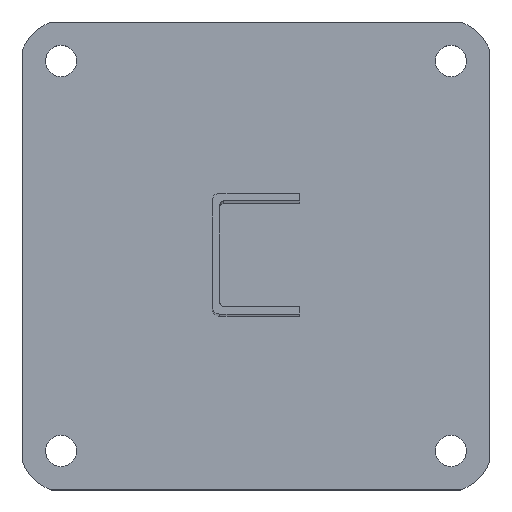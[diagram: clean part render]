
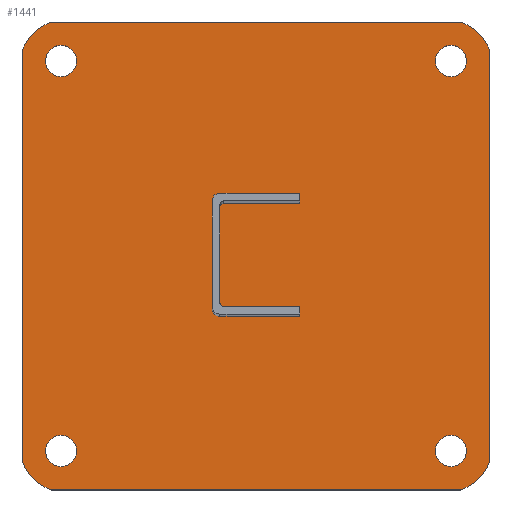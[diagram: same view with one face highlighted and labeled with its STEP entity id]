
A CAD part, top view. The second image highlights one B-rep face of the part: STEP entity #1441.
In plain terms, the highlighted planar face has unit normal (0, 0, 1).
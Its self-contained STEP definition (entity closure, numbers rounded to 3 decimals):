
#13 = AXIS2_PLACEMENT_3D ( 'NONE', #654, #665, #1398 ) ;
#47 = DIRECTION ( 'NONE',  ( 0., 0., 1. ) ) ;
#63 = CARTESIAN_POINT ( 'NONE',  ( 91.097, 112.325, 4. ) ) ;
#74 = EDGE_CURVE ( 'NONE', #1311, #1264, #427, .T. ) ;
#75 = DIRECTION ( 'NONE',  ( 0., 0., 1. ) ) ;
#83 = ORIENTED_EDGE ( 'NONE', *, *, #1614, .T. ) ;
#94 = ORIENTED_EDGE ( 'NONE', *, *, #924, .F. ) ;
#101 = PLANE ( 'NONE',  #1654 ) ;
#114 = DIRECTION ( 'NONE',  ( 0., 0., 1. ) ) ;
#118 = CARTESIAN_POINT ( 'NONE',  ( -121.798, -107.675, 4. ) ) ;
#153 = CARTESIAN_POINT ( 'NONE',  ( 75.097, 112.325, 4. ) ) ;
#171 = AXIS2_PLACEMENT_3D ( 'NONE', #1027, #897, #727 ) ;
#174 = AXIS2_PLACEMENT_3D ( 'NONE', #1371, #1707, #183 ) ;
#179 = CARTESIAN_POINT ( 'NONE',  ( -136.903, 117.22, 4. ) ) ;
#182 = DIRECTION ( 'NONE',  ( 0., 0., 1. ) ) ;
#183 = DIRECTION ( 'NONE',  ( -1., 0., 0. ) ) ;
#187 = DIRECTION ( 'NONE',  ( 0., 0., 1. ) ) ;
#191 = CARTESIAN_POINT ( 'NONE',  ( 91.097, -87.675, 4. ) ) ;
#197 = DIRECTION ( 'NONE',  ( -1., 0., 0. ) ) ;
#205 = ORIENTED_EDGE ( 'NONE', *, *, #631, .T. ) ;
#210 = VECTOR ( 'NONE', #1920, 1000. ) ;
#231 = CIRCLE ( 'NONE', #386, 8. ) ;
#233 = CARTESIAN_POINT ( 'NONE',  ( -136.903, -107.675, 4. ) ) ;
#252 = CARTESIAN_POINT ( 'NONE',  ( -136.903, 132.325, 4. ) ) ;
#315 = ORIENTED_EDGE ( 'NONE', *, *, #895, .F. ) ;
#351 = CARTESIAN_POINT ( 'NONE',  ( -116.903, 112.325, 4. ) ) ;
#361 = VERTEX_POINT ( 'NONE', #461 ) ;
#363 = CARTESIAN_POINT ( 'NONE',  ( -124.903, -87.675, 4. ) ) ;
#364 = CIRCLE ( 'NONE', #874, 8. ) ;
#371 = VERTEX_POINT ( 'NONE', #63 ) ;
#376 = DIRECTION ( 'NONE',  ( 0., 0., 1. ) ) ;
#386 = AXIS2_PLACEMENT_3D ( 'NONE', #942, #1677, #1219 ) ;
#408 = CARTESIAN_POINT ( 'NONE',  ( -124.903, 112.325, 4. ) ) ;
#416 = FACE_BOUND ( 'NONE', #759, .T. ) ;
#427 = CIRCLE ( 'NONE', #1724, 8. ) ;
#448 = DIRECTION ( 'NONE',  ( 1., 0., 0. ) ) ;
#461 = CARTESIAN_POINT ( 'NONE',  ( -108.903, 112.325, 4. ) ) ;
#463 = VECTOR ( 'NONE', #489, 1000. ) ;
#476 = CARTESIAN_POINT ( 'NONE',  ( 103.097, 132.325, 4. ) ) ;
#489 = DIRECTION ( 'NONE',  ( 0., -1., 0. ) ) ;
#521 = CIRCLE ( 'NONE', #171, 8. ) ;
#531 = ORIENTED_EDGE ( 'NONE', *, *, #74, .F. ) ;
#538 = DIRECTION ( 'NONE',  ( 1., 0., 0. ) ) ;
#569 = FACE_OUTER_BOUND ( 'NONE', #1801, .T. ) ;
#601 = CARTESIAN_POINT ( 'NONE',  ( 103.097, 117.22, 4. ) ) ;
#610 = CIRCLE ( 'NONE', #13, 8. ) ;
#611 = VERTEX_POINT ( 'NONE', #941 ) ;
#620 = DIRECTION ( 'NONE',  ( 1., 0., 0. ) ) ;
#624 = EDGE_CURVE ( 'NONE', #1333, #1172, #1286, .T. ) ;
#627 = ORIENTED_EDGE ( 'NONE', *, *, #1525, .F. ) ;
#631 = EDGE_CURVE ( 'NONE', #1222, #878, #1399, .T. ) ;
#653 = CARTESIAN_POINT ( 'NONE',  ( -113.367, 108.789, 4. ) ) ;
#654 = CARTESIAN_POINT ( 'NONE',  ( -116.903, 112.325, 4. ) ) ;
#662 = CARTESIAN_POINT ( 'NONE',  ( 87.993, 132.325, 4. ) ) ;
#665 = DIRECTION ( 'NONE',  ( 0., 0., 1. ) ) ;
#704 = LINE ( 'NONE', #1310, #210 ) ;
#725 = EDGE_CURVE ( 'NONE', #1502, #361, #1806, .T. ) ;
#727 = DIRECTION ( 'NONE',  ( 1., 0., 0. ) ) ;
#731 = AXIS2_PLACEMENT_3D ( 'NONE', #351, #47, #620 ) ;
#759 = EDGE_LOOP ( 'NONE', ( #315, #531 ) ) ;
#765 = VECTOR ( 'NONE', #964, 1000. ) ;
#775 = EDGE_CURVE ( 'NONE', #1333, #1772, #1845, .T. ) ;
#800 = EDGE_CURVE ( 'NONE', #933, #936, #1416, .T. ) ;
#801 = DIRECTION ( 'NONE',  ( 0., 1., 0. ) ) ;
#824 = AXIS2_PLACEMENT_3D ( 'NONE', #653, #182, #197 ) ;
#829 = ORIENTED_EDGE ( 'NONE', *, *, #775, .F. ) ;
#835 = LINE ( 'NONE', #233, #1079 ) ;
#845 = EDGE_CURVE ( 'NONE', #1568, #1099, #1940, .T. ) ;
#874 = AXIS2_PLACEMENT_3D ( 'NONE', #1021, #114, #1324 ) ;
#878 = VERTEX_POINT ( 'NONE', #1919 ) ;
#895 = EDGE_CURVE ( 'NONE', #1264, #1311, #1909, .T. ) ;
#897 = DIRECTION ( 'NONE',  ( 0., 0., 1. ) ) ;
#918 = CARTESIAN_POINT ( 'NONE',  ( 79.562, -84.14, 4. ) ) ;
#919 = EDGE_CURVE ( 'NONE', #878, #1772, #1423, .T. ) ;
#924 = EDGE_CURVE ( 'NONE', #1289, #371, #231, .T. ) ;
#933 = VERTEX_POINT ( 'NONE', #1826 ) ;
#936 = VERTEX_POINT ( 'NONE', #179 ) ;
#941 = CARTESIAN_POINT ( 'NONE',  ( -136.903, -92.57, 4. ) ) ;
#942 = CARTESIAN_POINT ( 'NONE',  ( 83.097, 112.325, 4. ) ) ;
#964 = DIRECTION ( 'NONE',  ( 1., 0., 0. ) ) ;
#969 = EDGE_LOOP ( 'NONE', ( #1928, #1936 ) ) ;
#1017 = DIRECTION ( 'NONE',  ( 1., 0., 0. ) ) ;
#1021 = CARTESIAN_POINT ( 'NONE',  ( 83.097, 112.325, 4. ) ) ;
#1022 = ORIENTED_EDGE ( 'NONE', *, *, #1742, .T. ) ;
#1027 = CARTESIAN_POINT ( 'NONE',  ( -116.903, -87.675, 4. ) ) ;
#1029 = DIRECTION ( 'NONE',  ( 1., 0., 0. ) ) ;
#1046 = EDGE_CURVE ( 'NONE', #611, #936, #835, .T. ) ;
#1048 = AXIS2_PLACEMENT_3D ( 'NONE', #1150, #376, #1591 ) ;
#1049 = FACE_BOUND ( 'NONE', #969, .T. ) ;
#1079 = VECTOR ( 'NONE', #801, 1000. ) ;
#1099 = VERTEX_POINT ( 'NONE', #363 ) ;
#1124 = ORIENTED_EDGE ( 'NONE', *, *, #725, .F. ) ;
#1150 = CARTESIAN_POINT ( 'NONE',  ( 83.097, -87.675, 4. ) ) ;
#1172 = VERTEX_POINT ( 'NONE', #662 ) ;
#1175 = CARTESIAN_POINT ( 'NONE',  ( 75.097, -87.675, 4. ) ) ;
#1192 = DIRECTION ( 'NONE',  ( 0., 0., 1. ) ) ;
#1203 = AXIS2_PLACEMENT_3D ( 'NONE', #918, #1817, #448 ) ;
#1219 = DIRECTION ( 'NONE',  ( 1., 0., 0. ) ) ;
#1222 = VERTEX_POINT ( 'NONE', #118 ) ;
#1231 = AXIS2_PLACEMENT_3D ( 'NONE', #1450, #75, #1017 ) ;
#1247 = CARTESIAN_POINT ( 'NONE',  ( -108.903, -87.675, 4. ) ) ;
#1259 = CARTESIAN_POINT ( 'NONE',  ( 79.562, 108.789, 4. ) ) ;
#1264 = VERTEX_POINT ( 'NONE', #1175 ) ;
#1286 = CIRCLE ( 'NONE', #1596, 25. ) ;
#1289 = VERTEX_POINT ( 'NONE', #153 ) ;
#1310 = CARTESIAN_POINT ( 'NONE',  ( 103.097, 132.325, 4. ) ) ;
#1311 = VERTEX_POINT ( 'NONE', #191 ) ;
#1324 = DIRECTION ( 'NONE',  ( 1., 0., 0. ) ) ;
#1333 = VERTEX_POINT ( 'NONE', #601 ) ;
#1371 = CARTESIAN_POINT ( 'NONE',  ( -113.367, -84.14, 4. ) ) ;
#1398 = DIRECTION ( 'NONE',  ( 1., 0., 0. ) ) ;
#1399 = LINE ( 'NONE', #1421, #765 ) ;
#1416 = CIRCLE ( 'NONE', #824, 25. ) ;
#1421 = CARTESIAN_POINT ( 'NONE',  ( -136.903, -107.675, 4. ) ) ;
#1423 = CIRCLE ( 'NONE', #1203, 25. ) ;
#1441 = ADVANCED_FACE ( 'NONE', ( #1049, #1613, #1641, #416, #569 ), #101, .T. ) ;
#1450 = CARTESIAN_POINT ( 'NONE',  ( -116.903, -87.675, 4. ) ) ;
#1502 = VERTEX_POINT ( 'NONE', #408 ) ;
#1525 = EDGE_CURVE ( 'NONE', #371, #1289, #364, .T. ) ;
#1532 = EDGE_CURVE ( 'NONE', #361, #1502, #610, .T. ) ;
#1539 = ORIENTED_EDGE ( 'NONE', *, *, #1046, .F. ) ;
#1568 = VERTEX_POINT ( 'NONE', #1247 ) ;
#1591 = DIRECTION ( 'NONE',  ( 1., 0., 0. ) ) ;
#1596 = AXIS2_PLACEMENT_3D ( 'NONE', #1259, #187, #1879 ) ;
#1602 = EDGE_LOOP ( 'NONE', ( #94, #627 ) ) ;
#1613 = FACE_BOUND ( 'NONE', #1635, .T. ) ;
#1614 = EDGE_CURVE ( 'NONE', #611, #1222, #1888, .T. ) ;
#1635 = EDGE_LOOP ( 'NONE', ( #1124, #1694 ) ) ;
#1641 = FACE_BOUND ( 'NONE', #1602, .T. ) ;
#1654 = AXIS2_PLACEMENT_3D ( 'NONE', #252, #1192, #1029 ) ;
#1677 = DIRECTION ( 'NONE',  ( 0., 0., 1. ) ) ;
#1694 = ORIENTED_EDGE ( 'NONE', *, *, #1532, .F. ) ;
#1707 = DIRECTION ( 'NONE',  ( 0., 0., 1. ) ) ;
#1724 = AXIS2_PLACEMENT_3D ( 'NONE', #1870, #1729, #538 ) ;
#1729 = DIRECTION ( 'NONE',  ( 0., 0., 1. ) ) ;
#1742 = EDGE_CURVE ( 'NONE', #1172, #933, #704, .T. ) ;
#1772 = VERTEX_POINT ( 'NONE', #1965 ) ;
#1790 = ORIENTED_EDGE ( 'NONE', *, *, #624, .T. ) ;
#1801 = EDGE_LOOP ( 'NONE', ( #1022, #1944, #1539, #83, #205, #1849, #829, #1790 ) ) ;
#1806 = CIRCLE ( 'NONE', #731, 8. ) ;
#1817 = DIRECTION ( 'NONE',  ( 0., 0., 1. ) ) ;
#1826 = CARTESIAN_POINT ( 'NONE',  ( -121.798, 132.325, 4. ) ) ;
#1836 = EDGE_CURVE ( 'NONE', #1099, #1568, #521, .T. ) ;
#1845 = LINE ( 'NONE', #476, #463 ) ;
#1849 = ORIENTED_EDGE ( 'NONE', *, *, #919, .T. ) ;
#1870 = CARTESIAN_POINT ( 'NONE',  ( 83.097, -87.675, 4. ) ) ;
#1879 = DIRECTION ( 'NONE',  ( 1., 0., 0. ) ) ;
#1888 = CIRCLE ( 'NONE', #174, 25. ) ;
#1909 = CIRCLE ( 'NONE', #1048, 8. ) ;
#1919 = CARTESIAN_POINT ( 'NONE',  ( 87.993, -107.675, 4. ) ) ;
#1920 = DIRECTION ( 'NONE',  ( -1., 0., 0. ) ) ;
#1928 = ORIENTED_EDGE ( 'NONE', *, *, #1836, .F. ) ;
#1936 = ORIENTED_EDGE ( 'NONE', *, *, #845, .F. ) ;
#1940 = CIRCLE ( 'NONE', #1231, 8. ) ;
#1944 = ORIENTED_EDGE ( 'NONE', *, *, #800, .T. ) ;
#1965 = CARTESIAN_POINT ( 'NONE',  ( 103.097, -92.57, 4. ) ) ;
